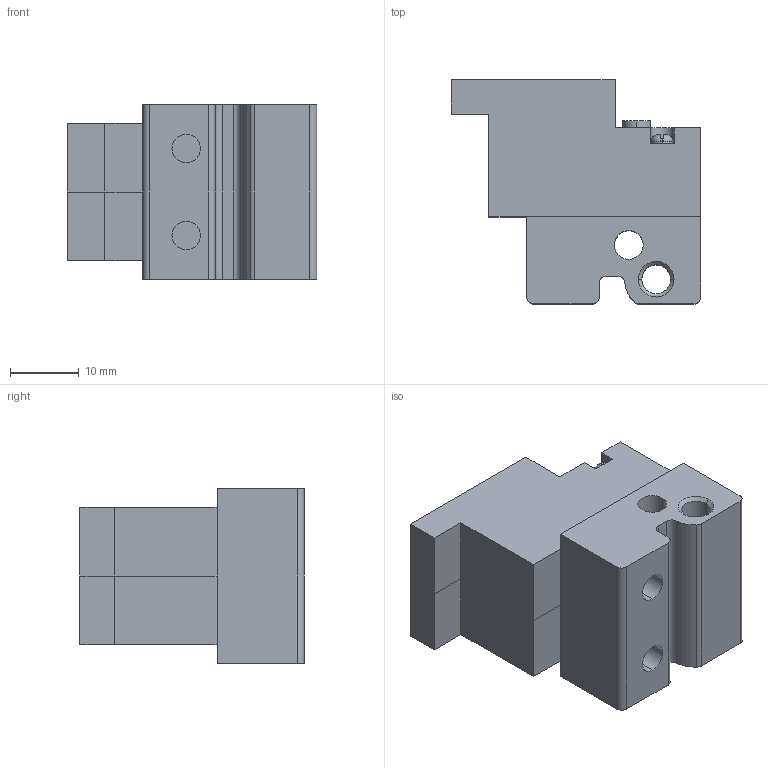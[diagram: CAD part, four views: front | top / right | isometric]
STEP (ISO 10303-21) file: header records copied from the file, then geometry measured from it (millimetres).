
FILE_DESCRIPTION (( 'STEP AP214' ), '1' );
FILE_NAME ('276-8650-020 Simplified Model.STEP', '2023-07-28T15:39:56', ( '' ), ( '' ), 'SwSTEP 2.0', 'SolidWorks 2021', '' );
FILE_SCHEMA (( 'AUTOMOTIVE_DESIGN' ));
Length unit declared in the file: millimetre
Products named in the file (1): 276-8650-020 Simplified Model
Bounding box: 36.4 x 32.7 x 25.4 mm (x, y, z)
Volume: 17721.9 mm3; surface area: 7206.3 mm2
Topology: 2 solids, 2 shells, 159 faces, 415 edges, 270 vertices
Faces by surface type: plane 110, cylinder 37, torus 8, cone 4
Entity records: 6026 total; most frequent: CARTESIAN_POINT 1157, ORIENTED_EDGE 830, DIRECTION 781, EDGE_CURVE 415, VERTEX_POINT 270, AXIS2_PLACEMENT_3D 262, VECTOR 257, LINE 257
